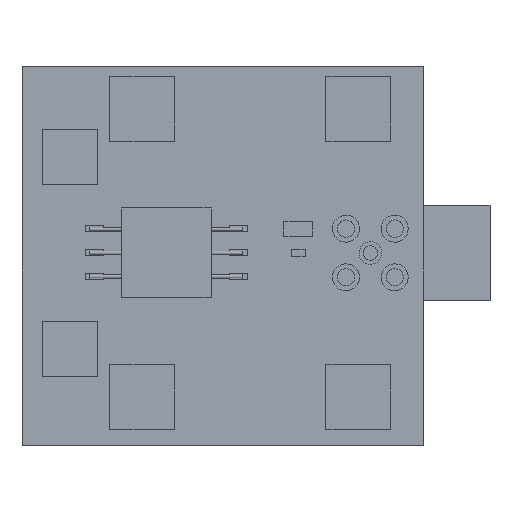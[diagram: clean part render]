
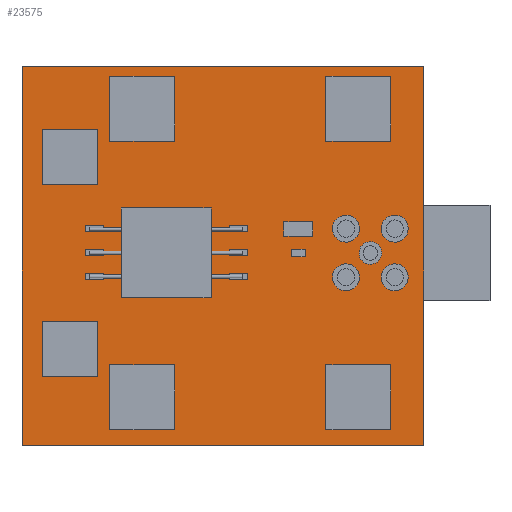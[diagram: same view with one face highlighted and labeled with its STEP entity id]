
A CAD part, top view. The second image highlights one B-rep face of the part: STEP entity #23575.
In plain terms, the highlighted planar face has unit normal (0, 0, 1).
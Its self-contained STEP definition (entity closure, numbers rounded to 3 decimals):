
#373=FACE_BOUND('',#3964,.T.);
#374=FACE_BOUND('',#3965,.T.);
#375=FACE_BOUND('',#3966,.T.);
#376=FACE_BOUND('',#3967,.T.);
#377=FACE_BOUND('',#3968,.T.);
#378=FACE_BOUND('',#3969,.T.);
#379=FACE_BOUND('',#3970,.T.);
#380=FACE_BOUND('',#3971,.T.);
#381=FACE_BOUND('',#3972,.T.);
#382=FACE_BOUND('',#3973,.T.);
#383=FACE_BOUND('',#3974,.T.);
#1422=PLANE('',#25219);
#2604=FACE_OUTER_BOUND('',#3963,.T.);
#3963=EDGE_LOOP('',(#21993,#21994,#21995,#21996));
#3964=EDGE_LOOP('',(#21997));
#3965=EDGE_LOOP('',(#21998));
#3966=EDGE_LOOP('',(#21999));
#3967=EDGE_LOOP('',(#22000));
#3968=EDGE_LOOP('',(#22001));
#3969=EDGE_LOOP('',(#22002));
#3970=EDGE_LOOP('',(#22003));
#3971=EDGE_LOOP('',(#22004));
#3972=EDGE_LOOP('',(#22005));
#3973=EDGE_LOOP('',(#22006));
#3974=EDGE_LOOP('',(#22007));
#6936=LINE('',#37710,#9903);
#6939=LINE('',#37716,#9906);
#6942=LINE('',#37722,#9909);
#6945=LINE('',#37726,#9912);
#9903=VECTOR('',#31001,10.);
#9906=VECTOR('',#31006,10.);
#9909=VECTOR('',#31011,10.);
#9912=VECTOR('',#31016,10.);
#10258=CIRCLE('',#25183,1.6);
#10260=CIRCLE('',#25186,1.6);
#10262=CIRCLE('',#25189,1.6);
#10264=CIRCLE('',#25192,1.6);
#10267=CIRCLE('',#25196,1.615);
#10269=CIRCLE('',#25199,0.915);
#10271=CIRCLE('',#25202,0.915);
#10273=CIRCLE('',#25205,0.915);
#10275=CIRCLE('',#25208,1.615);
#10277=CIRCLE('',#25211,0.765);
#10279=CIRCLE('',#25214,0.915);
#12372=VERTEX_POINT('',#37638);
#12374=VERTEX_POINT('',#37644);
#12376=VERTEX_POINT('',#37650);
#12378=VERTEX_POINT('',#37656);
#12381=VERTEX_POINT('',#37664);
#12383=VERTEX_POINT('',#37670);
#12385=VERTEX_POINT('',#37676);
#12387=VERTEX_POINT('',#37682);
#12389=VERTEX_POINT('',#37688);
#12391=VERTEX_POINT('',#37694);
#12393=VERTEX_POINT('',#37700);
#12396=VERTEX_POINT('',#37707);
#12397=VERTEX_POINT('',#37709);
#12399=VERTEX_POINT('',#37715);
#12401=VERTEX_POINT('',#37721);
#15579=EDGE_CURVE('',#12372,#12372,#10258,.T.);
#15582=EDGE_CURVE('',#12374,#12374,#10260,.T.);
#15585=EDGE_CURVE('',#12376,#12376,#10262,.T.);
#15588=EDGE_CURVE('',#12378,#12378,#10264,.T.);
#15593=EDGE_CURVE('',#12381,#12381,#10267,.T.);
#15596=EDGE_CURVE('',#12383,#12383,#10269,.T.);
#15599=EDGE_CURVE('',#12385,#12385,#10271,.T.);
#15602=EDGE_CURVE('',#12387,#12387,#10273,.T.);
#15605=EDGE_CURVE('',#12389,#12389,#10275,.T.);
#15608=EDGE_CURVE('',#12391,#12391,#10277,.T.);
#15611=EDGE_CURVE('',#12393,#12393,#10279,.T.);
#15614=EDGE_CURVE('',#12397,#12396,#6936,.T.);
#15617=EDGE_CURVE('',#12399,#12397,#6939,.T.);
#15620=EDGE_CURVE('',#12401,#12399,#6942,.T.);
#15623=EDGE_CURVE('',#12396,#12401,#6945,.T.);
#21993=ORIENTED_EDGE('',*,*,#15623,.T.);
#21994=ORIENTED_EDGE('',*,*,#15620,.T.);
#21995=ORIENTED_EDGE('',*,*,#15617,.T.);
#21996=ORIENTED_EDGE('',*,*,#15614,.T.);
#21997=ORIENTED_EDGE('',*,*,#15579,.T.);
#21998=ORIENTED_EDGE('',*,*,#15582,.T.);
#21999=ORIENTED_EDGE('',*,*,#15585,.T.);
#22000=ORIENTED_EDGE('',*,*,#15588,.T.);
#22001=ORIENTED_EDGE('',*,*,#15593,.T.);
#22002=ORIENTED_EDGE('',*,*,#15596,.T.);
#22003=ORIENTED_EDGE('',*,*,#15599,.T.);
#22004=ORIENTED_EDGE('',*,*,#15602,.T.);
#22005=ORIENTED_EDGE('',*,*,#15605,.T.);
#22006=ORIENTED_EDGE('',*,*,#15608,.T.);
#22007=ORIENTED_EDGE('',*,*,#15611,.T.);
#23575=ADVANCED_FACE('',(#2604,#373,#374,#375,#376,#377,#378,#379,#380,
#381,#382,#383),#1422,.T.);
#25183=AXIS2_PLACEMENT_3D('',#37639,#30922,#30923);
#25186=AXIS2_PLACEMENT_3D('',#37645,#30929,#30930);
#25189=AXIS2_PLACEMENT_3D('',#37651,#30936,#30937);
#25192=AXIS2_PLACEMENT_3D('',#37657,#30943,#30944);
#25196=AXIS2_PLACEMENT_3D('',#37666,#30953,#30954);
#25199=AXIS2_PLACEMENT_3D('',#37672,#30960,#30961);
#25202=AXIS2_PLACEMENT_3D('',#37678,#30967,#30968);
#25205=AXIS2_PLACEMENT_3D('',#37684,#30974,#30975);
#25208=AXIS2_PLACEMENT_3D('',#37690,#30981,#30982);
#25211=AXIS2_PLACEMENT_3D('',#37696,#30988,#30989);
#25214=AXIS2_PLACEMENT_3D('',#37702,#30995,#30996);
#25219=AXIS2_PLACEMENT_3D('',#37727,#31017,#31018);
#30922=DIRECTION('center_axis',(0.,0.,-1.));
#30923=DIRECTION('ref_axis',(1.,0.,0.));
#30929=DIRECTION('center_axis',(0.,0.,-1.));
#30930=DIRECTION('ref_axis',(1.,0.,0.));
#30936=DIRECTION('center_axis',(0.,0.,-1.));
#30937=DIRECTION('ref_axis',(1.,0.,0.));
#30943=DIRECTION('center_axis',(0.,0.,-1.));
#30944=DIRECTION('ref_axis',(1.,0.,0.));
#30953=DIRECTION('center_axis',(0.,0.,-1.));
#30954=DIRECTION('ref_axis',(1.,0.,0.));
#30960=DIRECTION('center_axis',(0.,0.,-1.));
#30961=DIRECTION('ref_axis',(1.,0.,0.));
#30967=DIRECTION('center_axis',(0.,0.,-1.));
#30968=DIRECTION('ref_axis',(1.,0.,0.));
#30974=DIRECTION('center_axis',(0.,0.,-1.));
#30975=DIRECTION('ref_axis',(1.,0.,0.));
#30981=DIRECTION('center_axis',(0.,0.,-1.));
#30982=DIRECTION('ref_axis',(1.,0.,0.));
#30988=DIRECTION('center_axis',(0.,0.,-1.));
#30989=DIRECTION('ref_axis',(1.,0.,0.));
#30995=DIRECTION('center_axis',(0.,0.,-1.));
#30996=DIRECTION('ref_axis',(1.,0.,0.));
#31001=DIRECTION('',(-1.,0.,0.));
#31006=DIRECTION('',(0.,1.,0.));
#31011=DIRECTION('',(1.,0.,0.));
#31016=DIRECTION('',(0.,-1.,0.));
#31017=DIRECTION('center_axis',(0.,0.,1.));
#31018=DIRECTION('ref_axis',(1.,0.,0.));
#37638=CARTESIAN_POINT('',(33.96,5.08,0.053));
#37639=CARTESIAN_POINT('Origin',(35.56,5.08,0.053));
#37644=CARTESIAN_POINT('',(11.1,35.56,0.053));
#37645=CARTESIAN_POINT('Origin',(12.7,35.56,0.053));
#37650=CARTESIAN_POINT('',(33.96,35.56,0.053));
#37651=CARTESIAN_POINT('Origin',(35.56,35.56,0.053));
#37656=CARTESIAN_POINT('',(11.1,5.08,0.053));
#37657=CARTESIAN_POINT('Origin',(12.7,5.08,0.053));
#37664=CARTESIAN_POINT('',(3.465,30.48,0.053));
#37666=CARTESIAN_POINT('Origin',(5.08,30.48,0.053));
#37670=CARTESIAN_POINT('',(38.49,22.895,0.053));
#37672=CARTESIAN_POINT('Origin',(39.405,22.895,0.053));
#37676=CARTESIAN_POINT('',(38.49,17.745,0.053));
#37678=CARTESIAN_POINT('Origin',(39.405,17.745,0.053));
#37682=CARTESIAN_POINT('',(33.34,22.895,0.053));
#37684=CARTESIAN_POINT('Origin',(34.255,22.895,0.053));
#37688=CARTESIAN_POINT('',(3.465,10.16,0.053));
#37690=CARTESIAN_POINT('Origin',(5.08,10.16,0.053));
#37694=CARTESIAN_POINT('',(36.065,20.32,0.053));
#37696=CARTESIAN_POINT('Origin',(36.83,20.32,0.053));
#37700=CARTESIAN_POINT('',(33.34,17.745,0.053));
#37702=CARTESIAN_POINT('Origin',(34.255,17.745,0.053));
#37707=CARTESIAN_POINT('',(0.,40.,0.053));
#37709=CARTESIAN_POINT('',(42.46,40.,0.053));
#37710=CARTESIAN_POINT('',(42.46,40.,0.053));
#37715=CARTESIAN_POINT('',(42.46,0.,0.053));
#37716=CARTESIAN_POINT('',(42.46,0.,0.053));
#37721=CARTESIAN_POINT('',(0.,0.,0.053));
#37722=CARTESIAN_POINT('',(0.,0.,0.053));
#37726=CARTESIAN_POINT('',(0.,40.,0.053));
#37727=CARTESIAN_POINT('Origin',(21.23,20.,0.053));
